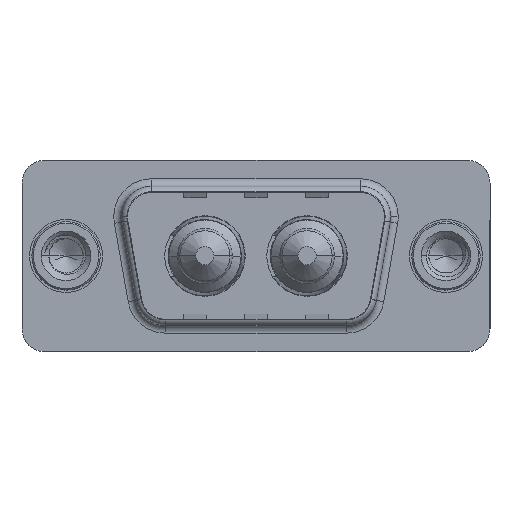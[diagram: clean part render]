
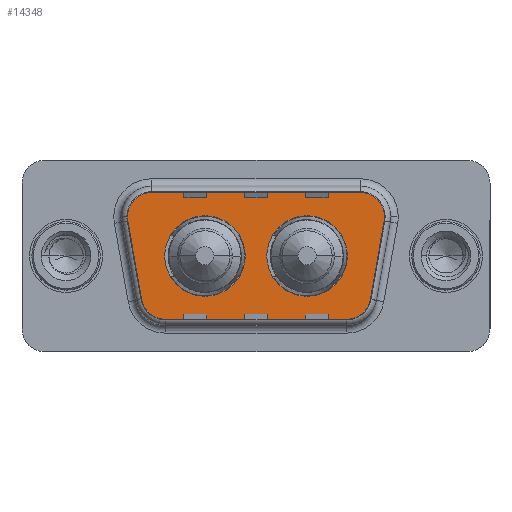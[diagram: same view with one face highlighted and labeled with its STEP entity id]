
A CAD part, top view. The second image highlights one B-rep face of the part: STEP entity #14348.
In plain terms, the highlighted planar face has unit normal (0, 0, 1).
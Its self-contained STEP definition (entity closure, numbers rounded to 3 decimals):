
#229 = CARTESIAN_POINT ( 'NONE',  ( 18.541, -2.9, 0. ) ) ;
#294 = DIRECTION ( 'NONE',  ( 0., 0., 1. ) ) ;
#416 = CARTESIAN_POINT ( 'NONE',  ( 21.564, 2.9, 0. ) ) ;
#447 = ORIENTED_EDGE ( 'NONE', *, *, #12487, .T. ) ;
#520 = CARTESIAN_POINT ( 'NONE',  ( 5.436, 2.9, 0. ) ) ;
#727 = CIRCLE ( 'NONE', #2789, 2. ) ;
#795 = AXIS2_PLACEMENT_3D ( 'NONE', #2662, #8283, #8178 ) ;
#983 = CARTESIAN_POINT ( 'NONE',  ( 20.511, -3.247, 0. ) ) ;
#1084 = ORIENTED_EDGE ( 'NONE', *, *, #14274, .T. ) ;
#1158 = VERTEX_POINT ( 'NONE', #12925 ) ;
#1369 = DIRECTION ( 'NONE',  ( 1., 0., 0. ) ) ;
#1464 = EDGE_CURVE ( 'NONE', #9188, #15042, #5581, .T. ) ;
#1656 = CARTESIAN_POINT ( 'NONE',  ( 6.49, 0., 0. ) ) ;
#1669 = DIRECTION ( 'NONE',  ( 1., 0., 0. ) ) ;
#2404 = VERTEX_POINT ( 'NONE', #5165 ) ;
#2583 = EDGE_CURVE ( 'NONE', #8673, #11049, #14936, .T. ) ;
#2662 = CARTESIAN_POINT ( 'NONE',  ( 15.86, 0., 0. ) ) ;
#2684 = AXIS2_PLACEMENT_3D ( 'NONE', #520, #8564, #1669 ) ;
#2723 = ORIENTED_EDGE ( 'NONE', *, *, #6928, .T. ) ;
#2789 = AXIS2_PLACEMENT_3D ( 'NONE', #11416, #12067, #7311 ) ;
#2801 = EDGE_CURVE ( 'NONE', #4082, #3127, #727, .T. ) ;
#2973 = DIRECTION ( 'NONE',  ( 1., 0., 0. ) ) ;
#3127 = VERTEX_POINT ( 'NONE', #10939 ) ;
#3242 = CIRCLE ( 'NONE', #3906, 2. ) ;
#3442 = CIRCLE ( 'NONE', #13412, 2. ) ;
#3502 = CARTESIAN_POINT ( 'NONE',  ( 11.79, 0., 0. ) ) ;
#3590 = LINE ( 'NONE', #8754, #12599 ) ;
#3598 = DIRECTION ( 'NONE',  ( 0., 0., 1. ) ) ;
#3700 = DIRECTION ( 'NONE',  ( 0., 0., 1. ) ) ;
#3906 = AXIS2_PLACEMENT_3D ( 'NONE', #229, #8262, #1369 ) ;
#4082 = VERTEX_POINT ( 'NONE', #4383 ) ;
#4383 = CARTESIAN_POINT ( 'NONE',  ( 4.489, -3.247, 0. ) ) ;
#4505 = VERTEX_POINT ( 'NONE', #4964 ) ;
#4521 = ORIENTED_EDGE ( 'NONE', *, *, #9472, .T. ) ;
#4834 = VECTOR ( 'NONE', #12924, 1000. ) ;
#4964 = CARTESIAN_POINT ( 'NONE',  ( 5.436, 4.9, 0. ) ) ;
#5165 = CARTESIAN_POINT ( 'NONE',  ( 3.466, 2.553, 0. ) ) ;
#5189 = VECTOR ( 'NONE', #13269, 1000. ) ;
#5368 = CIRCLE ( 'NONE', #2684, 2. ) ;
#5487 = CARTESIAN_POINT ( 'NONE',  ( 5.436, 4.9, 0. ) ) ;
#5581 = CIRCLE ( 'NONE', #8387, 2.65 ) ;
#5727 = ORIENTED_EDGE ( 'NONE', *, *, #5970, .T. ) ;
#5736 = DIRECTION ( 'NONE',  ( 0., 0., 1. ) ) ;
#5784 = DIRECTION ( 'NONE',  ( 0., 0., 1. ) ) ;
#5870 = CARTESIAN_POINT ( 'NONE',  ( 21.534, 2.553, 0. ) ) ;
#5970 = EDGE_CURVE ( 'NONE', #10962, #1158, #3442, .T. ) ;
#6101 = EDGE_LOOP ( 'NONE', ( #9446, #10141 ) ) ;
#6243 = CARTESIAN_POINT ( 'NONE',  ( 18.51, 0., 0. ) ) ;
#6403 = CIRCLE ( 'NONE', #14836, 2.65 ) ;
#6895 = CARTESIAN_POINT ( 'NONE',  ( 18.541, -2.9, 0. ) ) ;
#6928 = EDGE_CURVE ( 'NONE', #3127, #14017, #3590, .T. ) ;
#7104 = ORIENTED_EDGE ( 'NONE', *, *, #2583, .F. ) ;
#7163 = CARTESIAN_POINT ( 'NONE',  ( 15.86, 0., 0. ) ) ;
#7311 = DIRECTION ( 'NONE',  ( -1., 0., 0. ) ) ;
#7375 = FACE_BOUND ( 'NONE', #6101, .T. ) ;
#7399 = AXIS2_PLACEMENT_3D ( 'NONE', #7163, #294, #8330 ) ;
#7514 = CIRCLE ( 'NONE', #10057, 2. ) ;
#7744 = FACE_BOUND ( 'NONE', #8121, .T. ) ;
#7896 = LINE ( 'NONE', #11731, #4834 ) ;
#8117 = CARTESIAN_POINT ( 'NONE',  ( 18.541, -4.9, 0. ) ) ;
#8121 = EDGE_LOOP ( 'NONE', ( #11223, #7104 ) ) ;
#8178 = DIRECTION ( 'NONE',  ( 1., 0., 0. ) ) ;
#8262 = DIRECTION ( 'NONE',  ( 0., 0., 1. ) ) ;
#8283 = DIRECTION ( 'NONE',  ( 0., 0., 1. ) ) ;
#8330 = DIRECTION ( 'NONE',  ( 1., 0., 0. ) ) ;
#8387 = AXIS2_PLACEMENT_3D ( 'NONE', #9969, #10022, #10512 ) ;
#8564 = DIRECTION ( 'NONE',  ( 0., 0., 1. ) ) ;
#8673 = VERTEX_POINT ( 'NONE', #8925 ) ;
#8723 = ORIENTED_EDGE ( 'NONE', *, *, #2801, .T. ) ;
#8754 = CARTESIAN_POINT ( 'NONE',  ( 6.459, -4.9, 0. ) ) ;
#8895 = AXIS2_PLACEMENT_3D ( 'NONE', #6895, #5736, #13995 ) ;
#8925 = CARTESIAN_POINT ( 'NONE',  ( 13.21, 0., 0. ) ) ;
#9188 = VERTEX_POINT ( 'NONE', #1656 ) ;
#9255 = VECTOR ( 'NONE', #13739, 1000. ) ;
#9446 = ORIENTED_EDGE ( 'NONE', *, *, #10186, .F. ) ;
#9472 = EDGE_CURVE ( 'NONE', #2404, #4082, #7896, .T. ) ;
#9941 = VERTEX_POINT ( 'NONE', #983 ) ;
#9969 = CARTESIAN_POINT ( 'NONE',  ( 9.14, 0., 0. ) ) ;
#10022 = DIRECTION ( 'NONE',  ( 0., 0., 1. ) ) ;
#10052 = EDGE_CURVE ( 'NONE', #10088, #10962, #7514, .T. ) ;
#10057 = AXIS2_PLACEMENT_3D ( 'NONE', #12856, #5784, #14031 ) ;
#10088 = VERTEX_POINT ( 'NONE', #5870 ) ;
#10141 = ORIENTED_EDGE ( 'NONE', *, *, #1464, .F. ) ;
#10186 = EDGE_CURVE ( 'NONE', #15042, #9188, #6403, .T. ) ;
#10512 = DIRECTION ( 'NONE',  ( 1., 0., 0. ) ) ;
#10596 = CARTESIAN_POINT ( 'NONE',  ( 19.564, 2.9, 0. ) ) ;
#10708 = CARTESIAN_POINT ( 'NONE',  ( 9.14, 0., 0. ) ) ;
#10939 = CARTESIAN_POINT ( 'NONE',  ( 6.459, -4.9, 0. ) ) ;
#10962 = VERTEX_POINT ( 'NONE', #416 ) ;
#11049 = VERTEX_POINT ( 'NONE', #6243 ) ;
#11223 = ORIENTED_EDGE ( 'NONE', *, *, #11900, .F. ) ;
#11416 = CARTESIAN_POINT ( 'NONE',  ( 6.459, -2.9, 0. ) ) ;
#11731 = CARTESIAN_POINT ( 'NONE',  ( 3.466, 2.553, 0. ) ) ;
#11805 = DIRECTION ( 'NONE',  ( -1., 0., 0. ) ) ;
#11900 = EDGE_CURVE ( 'NONE', #11049, #8673, #12972, .T. ) ;
#11917 = DIRECTION ( 'NONE',  ( 1., 0., 0. ) ) ;
#12067 = DIRECTION ( 'NONE',  ( 0., 0., 1. ) ) ;
#12094 = CARTESIAN_POINT ( 'NONE',  ( 21.534, 2.553, 0. ) ) ;
#12364 = ORIENTED_EDGE ( 'NONE', *, *, #10052, .T. ) ;
#12487 = EDGE_CURVE ( 'NONE', #1158, #4505, #13535, .T. ) ;
#12599 = VECTOR ( 'NONE', #2973, 1000. ) ;
#12777 = EDGE_CURVE ( 'NONE', #14017, #9941, #3242, .T. ) ;
#12825 = PLANE ( 'NONE',  #8895 ) ;
#12856 = CARTESIAN_POINT ( 'NONE',  ( 19.564, 2.9, 0. ) ) ;
#12924 = DIRECTION ( 'NONE',  ( 0.174, -0.985, 0. ) ) ;
#12925 = CARTESIAN_POINT ( 'NONE',  ( 19.564, 4.9, 0. ) ) ;
#12962 = EDGE_LOOP ( 'NONE', ( #13443, #13728, #12364, #5727, #447, #1084, #4521, #8723, #2723 ) ) ;
#12972 = CIRCLE ( 'NONE', #7399, 2.65 ) ;
#13269 = DIRECTION ( 'NONE',  ( 0.174, 0.985, 0. ) ) ;
#13412 = AXIS2_PLACEMENT_3D ( 'NONE', #10596, #3598, #11805 ) ;
#13443 = ORIENTED_EDGE ( 'NONE', *, *, #12777, .T. ) ;
#13535 = LINE ( 'NONE', #5487, #9255 ) ;
#13664 = FACE_OUTER_BOUND ( 'NONE', #12962, .T. ) ;
#13728 = ORIENTED_EDGE ( 'NONE', *, *, #14630, .T. ) ;
#13739 = DIRECTION ( 'NONE',  ( -1., 0., 0. ) ) ;
#13995 = DIRECTION ( 'NONE',  ( 1., 0., 0. ) ) ;
#14017 = VERTEX_POINT ( 'NONE', #8117 ) ;
#14031 = DIRECTION ( 'NONE',  ( -1., 0., 0. ) ) ;
#14202 = LINE ( 'NONE', #12094, #5189 ) ;
#14274 = EDGE_CURVE ( 'NONE', #4505, #2404, #5368, .T. ) ;
#14348 = ADVANCED_FACE ( 'NONE', ( #7744, #7375, #13664 ), #12825, .T. ) ;
#14630 = EDGE_CURVE ( 'NONE', #9941, #10088, #14202, .T. ) ;
#14836 = AXIS2_PLACEMENT_3D ( 'NONE', #10708, #3700, #11917 ) ;
#14936 = CIRCLE ( 'NONE', #795, 2.65 ) ;
#15042 = VERTEX_POINT ( 'NONE', #3502 ) ;
